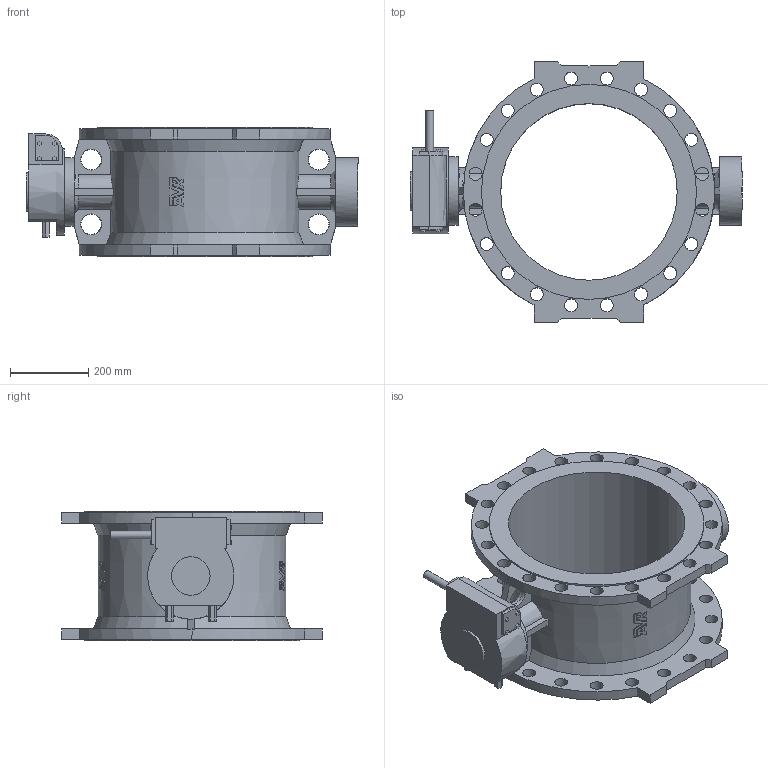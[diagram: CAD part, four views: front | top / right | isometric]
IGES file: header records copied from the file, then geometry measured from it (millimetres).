
Start section: SolidWorks IGES file using analytic representation for surfaces
Global section: file name: O_756_106_DN450_1XX_AA0_igs.igs; native system: SolidWorks 2012; preprocessor: SolidWorks 2012; author: pbm; date: 160309.103939; units: millimetre
Bounding box: 846 x 664 x 330 mm (x, y, z)
Surface area: 2014860.8 mm2 (no closed solid volume)
Topology: 0 solids, 0 shells, 417 faces, 3240 edges, 3139 vertices
Faces by surface type: bspline 312, revolution 105
